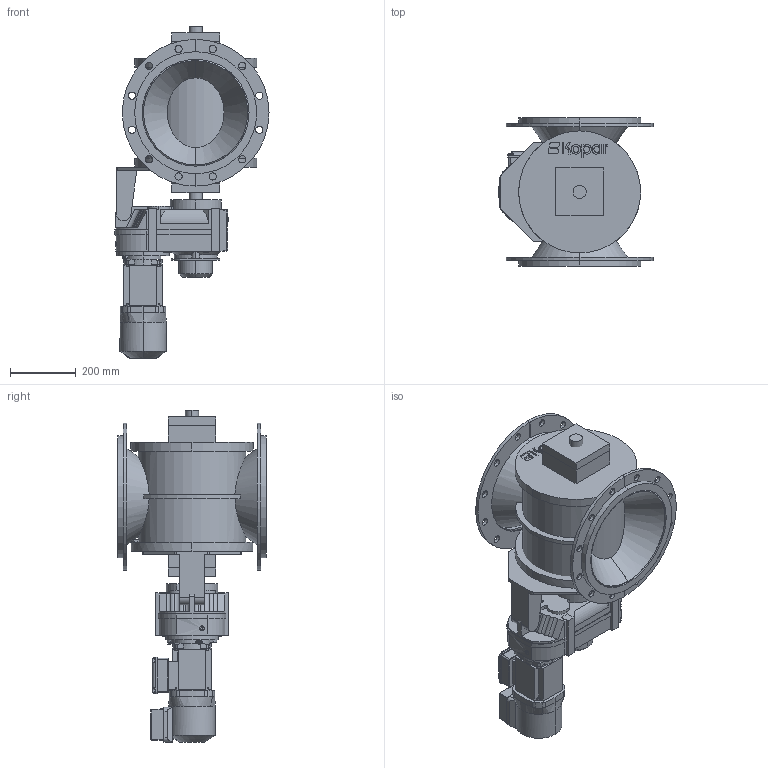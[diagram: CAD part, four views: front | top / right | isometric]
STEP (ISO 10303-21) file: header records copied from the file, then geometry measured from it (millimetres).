
FILE_DESCRIPTION (( 'STEP AP214' ), '1' );
FILE_NAME ('RV300-300-DN300xDN300.STEP', '2025-01-15T07:51:22', ( '' ), ( '' ), 'SwSTEP 2.0', 'SolidWorks 2022', '' );
FILE_SCHEMA (( 'AUTOMOTIVE_DESIGN' ));
Length unit declared in the file: millimetre
Products named in the file (1): RV300-300-DN300xDN300
Bounding box: 467.14 x 450 x 1006.87 mm (x, y, z)
Surface area: 3668215.9 mm2 (no closed solid volume)
Topology: 0 solids, 31 shells, 1236 faces, 3497 edges, 2319 vertices
Faces by surface type: plane 629, cylinder 485, bspline 66, cone 46, torus 6, sphere 4
Entity records: 59861 total; most frequent: CARTESIAN_POINT 17528, ORIENTED_EDGE 6662, DIRECTION 6533, EDGE_CURVE 3495, VERTEX_POINT 2319, AXIS2_PLACEMENT_3D 2229, VECTOR 2075, LINE 2075
